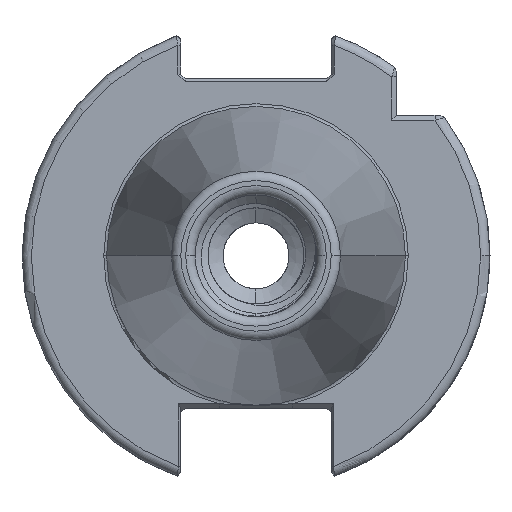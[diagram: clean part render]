
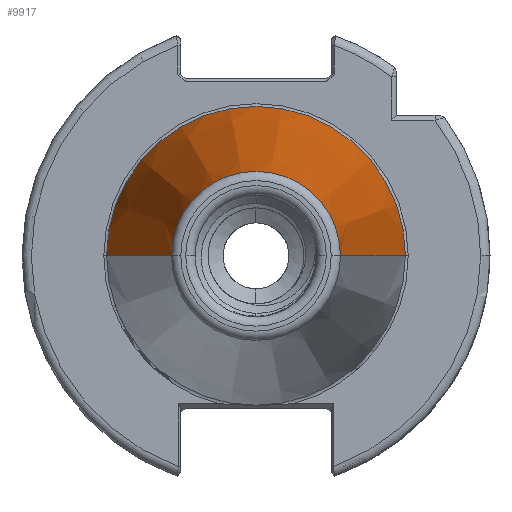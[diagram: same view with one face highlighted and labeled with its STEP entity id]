
A CAD part, left-side view. The second image highlights one B-rep face of the part: STEP entity #9917.
In plain terms, the highlighted conical face has half-angle 8.297 degrees and reference radius 16.342 mm.
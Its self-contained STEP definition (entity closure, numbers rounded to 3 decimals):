
#158 = CIRCLE ( 'NONE', #15144, 15.962 ) ;
#161 = LINE ( 'NONE', #18196, #178 ) ;
#170 = CIRCLE ( 'NONE', #12699, 9.029 ) ;
#178 = VECTOR ( 'NONE', #18209, 1000. ) ;
#185 = VECTOR ( 'NONE', #18133, 1000. ) ;
#194 = LINE ( 'NONE', #18118, #185 ) ;
#198 = CIRCLE ( 'NONE', #12761, 15.962 ) ;
#595 = AXIS2_PLACEMENT_3D ( 'NONE', #5235, #5233, #5224 ) ;
#3744 = CARTESIAN_POINT ( 'NONE',  ( -50.144, 9.029, 0. ) ) ;
#3747 = CARTESIAN_POINT ( 'NONE',  ( -50.144, -9.029, 0. ) ) ;
#3763 = CARTESIAN_POINT ( 'NONE',  ( -2.6, 0., 15.962 ) ) ;
#3766 = CARTESIAN_POINT ( 'NONE',  ( -2.6, 15.962, 0. ) ) ;
#5224 = DIRECTION ( 'NONE',  ( 0., 1., 0. ) ) ;
#5233 = DIRECTION ( 'NONE',  ( 1., 0., 0. ) ) ;
#5235 = CARTESIAN_POINT ( 'NONE',  ( 0., 0., 0. ) ) ;
#5926 = ORIENTED_EDGE ( 'NONE', *, *, #23243, .T. ) ;
#5966 = ORIENTED_EDGE ( 'NONE', *, *, #23265, .F. ) ;
#5977 = ORIENTED_EDGE ( 'NONE', *, *, #23226, .T. ) ;
#5981 = ORIENTED_EDGE ( 'NONE', *, *, #23270, .T. ) ;
#5987 = ORIENTED_EDGE ( 'NONE', *, *, #23242, .T. ) ;
#9917 = ADVANCED_FACE ( 'NONE', ( #23993 ), #23985, .T. ) ;
#12699 = AXIS2_PLACEMENT_3D ( 'NONE', #25590, #25613, #25614 ) ;
#12761 = AXIS2_PLACEMENT_3D ( 'NONE', #18132, #18122, #18131 ) ;
#14547 = CARTESIAN_POINT ( 'NONE',  ( -2.6, -15.962, 0. ) ) ;
#15144 = AXIS2_PLACEMENT_3D ( 'NONE', #18201, #18203, #18205 ) ;
#15369 = VERTEX_POINT ( 'NONE', #3744 ) ;
#15383 = VERTEX_POINT ( 'NONE', #3763 ) ;
#15408 = VERTEX_POINT ( 'NONE', #3766 ) ;
#15426 = VERTEX_POINT ( 'NONE', #3747 ) ;
#16719 = EDGE_LOOP ( 'NONE', ( #5977, #5987, #5981, #5926, #5966 ) ) ;
#18118 = CARTESIAN_POINT ( 'NONE',  ( 0., -16.342, 0. ) ) ;
#18122 = DIRECTION ( 'NONE',  ( -1., 0., 0. ) ) ;
#18131 = DIRECTION ( 'NONE',  ( 0., 0., 1. ) ) ;
#18132 = CARTESIAN_POINT ( 'NONE',  ( -2.6, 0., 0. ) ) ;
#18133 = DIRECTION ( 'NONE',  ( 0.99, -0.144, 0. ) ) ;
#18196 = CARTESIAN_POINT ( 'NONE',  ( 0., 16.342, 0. ) ) ;
#18201 = CARTESIAN_POINT ( 'NONE',  ( -2.6, 0., 0. ) ) ;
#18203 = DIRECTION ( 'NONE',  ( -1., 0., 0. ) ) ;
#18205 = DIRECTION ( 'NONE',  ( 0., 0., 1. ) ) ;
#18209 = DIRECTION ( 'NONE',  ( 0.99, 0.144, 0. ) ) ;
#19943 = VERTEX_POINT ( 'NONE', #14547 ) ;
#23226 = EDGE_CURVE ( 'NONE', #15369, #15426, #170, .T. ) ;
#23242 = EDGE_CURVE ( 'NONE', #15426, #19943, #194, .T. ) ;
#23243 = EDGE_CURVE ( 'NONE', #15383, #15408, #198, .T. ) ;
#23265 = EDGE_CURVE ( 'NONE', #15369, #15408, #161, .T. ) ;
#23270 = EDGE_CURVE ( 'NONE', #19943, #15383, #158, .T. ) ;
#23985 = CONICAL_SURFACE ( 'NONE', #595, 16.342, 0.145 ) ;
#23993 = FACE_OUTER_BOUND ( 'NONE', #16719, .T. ) ;
#25590 = CARTESIAN_POINT ( 'NONE',  ( -50.144, 0., 0. ) ) ;
#25613 = DIRECTION ( 'NONE',  ( 1., 0., 0. ) ) ;
#25614 = DIRECTION ( 'NONE',  ( 0., -1., 0. ) ) ;
